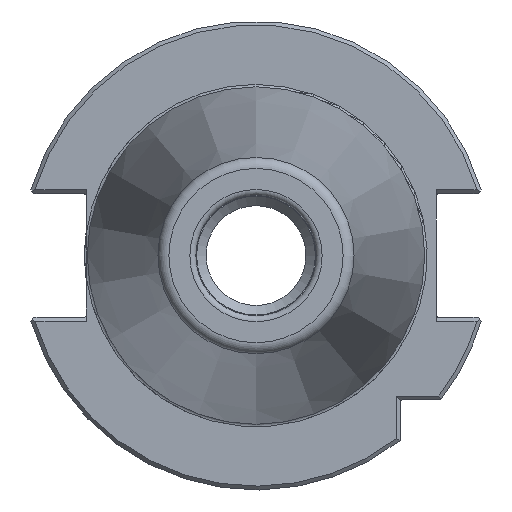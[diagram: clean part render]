
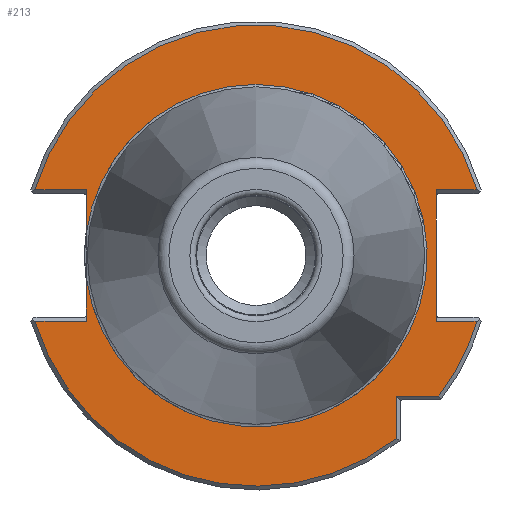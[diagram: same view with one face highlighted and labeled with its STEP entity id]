
A CAD part, left-side view. The second image highlights one B-rep face of the part: STEP entity #213.
In plain terms, the highlighted planar face has unit normal (-1, 0, 0).
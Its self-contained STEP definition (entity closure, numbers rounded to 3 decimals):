
#213 = ADVANCED_FACE( '', ( #546 ), #547, .T. );
#546 = FACE_OUTER_BOUND( '', #1041, .T. );
#547 = PLANE( '', #1042 );
#1041 = EDGE_LOOP( '', ( #1598, #1599, #1600, #1601, #1602, #1603, #1604, #1605, #1606, #1607, #1608, #1609, #1610 ) );
#1042 = AXIS2_PLACEMENT_3D( '', #1611, #1612, #1613 );
#1598 = ORIENTED_EDGE( '', *, *, #2730, .T. );
#1599 = ORIENTED_EDGE( '', *, *, #2743, .T. );
#1600 = ORIENTED_EDGE( '', *, *, #2744, .F. );
#1601 = ORIENTED_EDGE( '', *, *, #2745, .T. );
#1602 = ORIENTED_EDGE( '', *, *, #2746, .T. );
#1603 = ORIENTED_EDGE( '', *, *, #2747, .T. );
#1604 = ORIENTED_EDGE( '', *, *, #2748, .F. );
#1605 = ORIENTED_EDGE( '', *, *, #2749, .F. );
#1606 = ORIENTED_EDGE( '', *, *, #2750, .F. );
#1607 = ORIENTED_EDGE( '', *, *, #2751, .T. );
#1608 = ORIENTED_EDGE( '', *, *, #2752, .T. );
#1609 = ORIENTED_EDGE( '', *, *, #2753, .T. );
#1610 = ORIENTED_EDGE( '', *, *, #2754, .T. );
#1611 = CARTESIAN_POINT( '', ( 3.2, 0., 35.591 ) );
#1612 = DIRECTION( '', ( -1., 0., 0. ) );
#1613 = DIRECTION( '', ( 0., 0., 1. ) );
#2730 = EDGE_CURVE( '', #3229, #3236, #3238, .T. );
#2743 = EDGE_CURVE( '', #3236, #3257, #3258, .T. );
#2744 = EDGE_CURVE( '', #3259, #3257, #3260, .T. );
#2745 = EDGE_CURVE( '', #3259, #3261, #3262, .T. );
#2746 = EDGE_CURVE( '', #3261, #3263, #3264, .T. );
#2747 = EDGE_CURVE( '', #3263, #3265, #3266, .T. );
#2748 = EDGE_CURVE( '', #3267, #3265, #3268, .T. );
#2749 = EDGE_CURVE( '', #3269, #3267, #3270, .T. );
#2750 = EDGE_CURVE( '', #3271, #3269, #3272, .T. );
#2751 = EDGE_CURVE( '', #3271, #3273, #3274, .T. );
#2752 = EDGE_CURVE( '', #3273, #3275, #3276, .T. );
#2753 = EDGE_CURVE( '', #3275, #3277, #3278, .T. );
#2754 = EDGE_CURVE( '', #3277, #3229, #3279, .T. );
#3229 = VERTEX_POINT( '', #3951 );
#3236 = VERTEX_POINT( '', #3964 );
#3238 = CIRCLE( '', #3969, 47.95 );
#3257 = VERTEX_POINT( '', #4002 );
#3258 = LINE( '', #4003, #4004 );
#3259 = VERTEX_POINT( '', #4005 );
#3260 = LINE( '', #4006, #4007 );
#3261 = VERTEX_POINT( '', #4008 );
#3262 = LINE( '', #4009, #4010 );
#3263 = VERTEX_POINT( '', #4011 );
#3264 = CIRCLE( '', #4012, 47.95 );
#3265 = VERTEX_POINT( '', #4013 );
#3266 = LINE( '', #4014, #4015 );
#3267 = VERTEX_POINT( '', #4016 );
#3268 = LINE( '', #4017, #4018 );
#3269 = VERTEX_POINT( '', #4019 );
#3270 = CIRCLE( '', #4020, 35.591 );
#3271 = VERTEX_POINT( '', #4021 );
#3272 = LINE( '', #4022, #4023 );
#3273 = VERTEX_POINT( '', #4024 );
#3274 = LINE( '', #4025, #4026 );
#3275 = VERTEX_POINT( '', #4027 );
#3276 = CIRCLE( '', #4028, 47.95 );
#3277 = VERTEX_POINT( '', #4029 );
#3278 = LINE( '', #4030, #4031 );
#3279 = LINE( '', #4032, #4033 );
#3951 = CARTESIAN_POINT( '', ( 3.2, -38.034, -29.2 ) );
#3964 = CARTESIAN_POINT( '', ( 3.2, -45.966, -13.65 ) );
#3969 = AXIS2_PLACEMENT_3D( '', #5287, #5288, #5289 );
#4002 = CARTESIAN_POINT( '', ( 3.2, -37.5, -13.65 ) );
#4003 = CARTESIAN_POINT( '', ( 3.2, -37.5, -13.65 ) );
#4004 = VECTOR( '', #5304, 1000. );
#4005 = CARTESIAN_POINT( '', ( 3.2, -37.5, 13.65 ) );
#4006 = CARTESIAN_POINT( '', ( 3.2, -37.5, 12.85 ) );
#4007 = VECTOR( '', #5305, 1000. );
#4008 = CARTESIAN_POINT( '', ( 3.2, -45.966, 13.65 ) );
#4009 = CARTESIAN_POINT( '', ( 3.2, -47.181, 13.65 ) );
#4010 = VECTOR( '', #5306, 1000. );
#4011 = CARTESIAN_POINT( '', ( 3.2, 45.966, 13.65 ) );
#4012 = AXIS2_PLACEMENT_3D( '', #5307, #5308, #5309 );
#4013 = CARTESIAN_POINT( '', ( 3.2, 35.3, 13.65 ) );
#4014 = CARTESIAN_POINT( '', ( 3.2, 35.3, 13.65 ) );
#4015 = VECTOR( '', #5310, 1000. );
#4016 = CARTESIAN_POINT( '', ( 3.2, 35.3, 4.543 ) );
#4017 = CARTESIAN_POINT( '', ( 3.2, 35.3, -12.85 ) );
#4018 = VECTOR( '', #5311, 1000. );
#4019 = CARTESIAN_POINT( '', ( 3.2, 35.3, -4.543 ) );
#4020 = AXIS2_PLACEMENT_3D( '', #5312, #5313, #5314 );
#4021 = CARTESIAN_POINT( '', ( 3.2, 35.3, -13.65 ) );
#4022 = CARTESIAN_POINT( '', ( 3.2, 35.3, -12.85 ) );
#4023 = VECTOR( '', #5315, 1000. );
#4024 = CARTESIAN_POINT( '', ( 3.2, 45.966, -13.65 ) );
#4025 = CARTESIAN_POINT( '', ( 3.2, 47.181, -13.65 ) );
#4026 = VECTOR( '', #5316, 1000. );
#4027 = CARTESIAN_POINT( '', ( 3.2, -29.2, -38.034 ) );
#4028 = AXIS2_PLACEMENT_3D( '', #5317, #5318, #5319 );
#4029 = CARTESIAN_POINT( '', ( 3.2, -29.2, -29.2 ) );
#4030 = CARTESIAN_POINT( '', ( 3.2, -29.2, -30. ) );
#4031 = VECTOR( '', #5320, 1000. );
#4032 = CARTESIAN_POINT( '', ( 3.2, -38.616, -29.2 ) );
#4033 = VECTOR( '', #5321, 1000. );
#5287 = CARTESIAN_POINT( '', ( 3.2, 0., 0. ) );
#5288 = DIRECTION( '', ( -1., 0., 0. ) );
#5289 = DIRECTION( '', ( 0., 0., 1. ) );
#5304 = DIRECTION( '', ( 0., 1., 0. ) );
#5305 = DIRECTION( '', ( 0., 0., -1. ) );
#5306 = DIRECTION( '', ( 0., -1., 0. ) );
#5307 = CARTESIAN_POINT( '', ( 3.2, 0., 0. ) );
#5308 = DIRECTION( '', ( -1., 0., 0. ) );
#5309 = DIRECTION( '', ( 0., 0., 1. ) );
#5310 = DIRECTION( '', ( 0., -1., 0. ) );
#5311 = DIRECTION( '', ( 0., 0., 1. ) );
#5312 = CARTESIAN_POINT( '', ( 3.2, 0., 0. ) );
#5313 = DIRECTION( '', ( -1., 0., 0. ) );
#5314 = DIRECTION( '', ( 0., 0., 1. ) );
#5315 = DIRECTION( '', ( 0., 0., 1. ) );
#5316 = DIRECTION( '', ( 0., 1., 0. ) );
#5317 = CARTESIAN_POINT( '', ( 3.2, 0., 0. ) );
#5318 = DIRECTION( '', ( -1., 0., 0. ) );
#5319 = DIRECTION( '', ( 0., 0., 1. ) );
#5320 = DIRECTION( '', ( 0., 0., 1. ) );
#5321 = DIRECTION( '', ( 0., -1., 0. ) );
